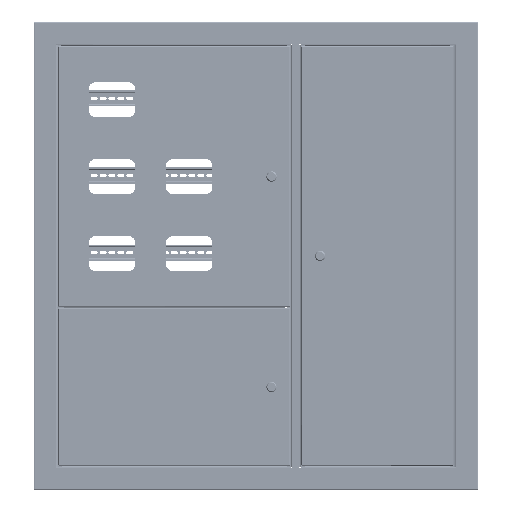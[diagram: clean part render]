
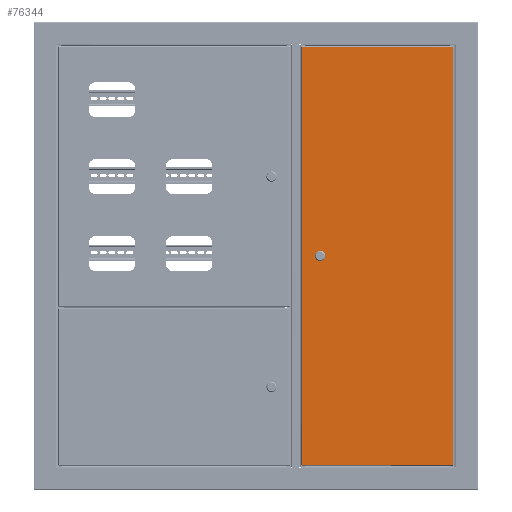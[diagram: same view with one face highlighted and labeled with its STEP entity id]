
A CAD part, top view. The second image highlights one B-rep face of the part: STEP entity #76344.
In plain terms, the highlighted planar face has unit normal (0, 0, 1).
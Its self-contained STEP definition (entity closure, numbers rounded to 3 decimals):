
#6450 = EDGE_LOOP ( 'NONE', ( #7429, #50358, #14522, #11445, #18070 ) ) ;
#7429 = ORIENTED_EDGE ( 'NONE', *, *, #20516, .F. ) ;
#9268 = EDGE_LOOP ( 'NONE', ( #48687, #34272, #12179, #31301 ) ) ;
#9994 = CARTESIAN_POINT ( 'NONE',  ( 0., 325.7, 0. ) ) ;
#10722 = DIRECTION ( 'NONE',  ( 1., 0., 0. ) ) ;
#11408 = FACE_OUTER_BOUND ( 'NONE', #9268, .T. ) ;
#11445 = ORIENTED_EDGE ( 'NONE', *, *, #31341, .F. ) ;
#11647 = DIRECTION ( 'NONE',  ( 0., 0., 1. ) ) ;
#11759 = CARTESIAN_POINT ( 'NONE',  ( 894.7, 0., 0. ) ) ;
#12179 = ORIENTED_EDGE ( 'NONE', *, *, #28458, .T. ) ;
#13306 = VERTEX_POINT ( 'NONE', #61782 ) ;
#14511 = CARTESIAN_POINT ( 'NONE',  ( 448.2, 40., 0. ) ) ;
#14522 = ORIENTED_EDGE ( 'NONE', *, *, #37120, .F. ) ;
#14966 = VECTOR ( 'NONE', #25550, 1000. ) ;
#15542 = CARTESIAN_POINT ( 'NONE',  ( 444.551, 31.5, 0. ) ) ;
#17947 = LINE ( 'NONE', #61432, #21659 ) ;
#18070 = ORIENTED_EDGE ( 'NONE', *, *, #26432, .F. ) ;
#18162 = DIRECTION ( 'NONE',  ( -1., 0., 0. ) ) ;
#18636 = PLANE ( 'NONE',  #76290 ) ;
#18812 = VECTOR ( 'NONE', #48426, 1000. ) ;
#20516 = EDGE_CURVE ( 'NONE', #53560, #45044, #67376, .T. ) ;
#20690 = CARTESIAN_POINT ( 'NONE',  ( 448.2, 40., 0. ) ) ;
#21011 = CIRCLE ( 'NONE', #82632, 9.25 ) ;
#21659 = VECTOR ( 'NONE', #48802, 1000. ) ;
#23239 = CARTESIAN_POINT ( 'NONE',  ( 451.849, 31.5, 0. ) ) ;
#24880 = LINE ( 'NONE', #30689, #43062 ) ;
#24882 = CARTESIAN_POINT ( 'NONE',  ( 451.849, 48.5, 0. ) ) ;
#25550 = DIRECTION ( 'NONE',  ( 0., -1., 0. ) ) ;
#25775 = VERTEX_POINT ( 'NONE', #45735 ) ;
#26235 = LINE ( 'NONE', #11759, #18812 ) ;
#26432 = EDGE_CURVE ( 'NONE', #45044, #60245, #50152, .T. ) ;
#27949 = DIRECTION ( 'NONE',  ( 0., 0., 1. ) ) ;
#28458 = EDGE_CURVE ( 'NONE', #94188, #25775, #24880, .T. ) ;
#29504 = VERTEX_POINT ( 'NONE', #23239 ) ;
#29814 = EDGE_CURVE ( 'NONE', #13306, #53560, #21011, .T. ) ;
#30689 = CARTESIAN_POINT ( 'NONE',  ( 894.993, 324., 0. ) ) ;
#31301 = ORIENTED_EDGE ( 'NONE', *, *, #78685, .T. ) ;
#31341 = EDGE_CURVE ( 'NONE', #60245, #29504, #38563, .T. ) ;
#33315 = VECTOR ( 'NONE', #46297, 1000. ) ;
#34029 = CARTESIAN_POINT ( 'NONE',  ( 444.551, 48.5, 0. ) ) ;
#34272 = ORIENTED_EDGE ( 'NONE', *, *, #65599, .T. ) ;
#35603 = CARTESIAN_POINT ( 'NONE',  ( 451.849, 48.5, 0. ) ) ;
#36297 = AXIS2_PLACEMENT_3D ( 'NONE', #14511, #72449, #49746 ) ;
#37120 = EDGE_CURVE ( 'NONE', #29504, #13306, #50887, .T. ) ;
#38563 = LINE ( 'NONE', #60789, #33315 ) ;
#40807 = FACE_BOUND ( 'NONE', #6450, .T. ) ;
#43062 = VECTOR ( 'NONE', #60172, 1000. ) ;
#45044 = VERTEX_POINT ( 'NONE', #34029 ) ;
#45735 = CARTESIAN_POINT ( 'NONE',  ( 1.7, 324., 0. ) ) ;
#46297 = DIRECTION ( 'NONE',  ( 1., 0., 0. ) ) ;
#46309 = CARTESIAN_POINT ( 'NONE',  ( 1.7, 1.7, 0. ) ) ;
#48426 = DIRECTION ( 'NONE',  ( 0., 1., 0. ) ) ;
#48687 = ORIENTED_EDGE ( 'NONE', *, *, #54730, .T. ) ;
#48802 = DIRECTION ( 'NONE',  ( 1., 0., 0. ) ) ;
#49746 = DIRECTION ( 'NONE',  ( 1., 0., 0. ) ) ;
#50152 = CIRCLE ( 'NONE', #36297, 9.25 ) ;
#50358 = ORIENTED_EDGE ( 'NONE', *, *, #29814, .F. ) ;
#50887 = CIRCLE ( 'NONE', #84807, 9.25 ) ;
#53560 = VERTEX_POINT ( 'NONE', #35603 ) ;
#54730 = EDGE_CURVE ( 'NONE', #64508, #76794, #17947, .T. ) ;
#60172 = DIRECTION ( 'NONE',  ( -1., 0., 0. ) ) ;
#60245 = VERTEX_POINT ( 'NONE', #15542 ) ;
#60789 = CARTESIAN_POINT ( 'NONE',  ( 451.849, 31.5, 0. ) ) ;
#61432 = CARTESIAN_POINT ( 'NONE',  ( 1.7, 1.7, 0. ) ) ;
#61782 = CARTESIAN_POINT ( 'NONE',  ( 457.45, 40., 0. ) ) ;
#62920 = CARTESIAN_POINT ( 'NONE',  ( 894.7, 1.7, 0. ) ) ;
#64508 = VERTEX_POINT ( 'NONE', #46309 ) ;
#65599 = EDGE_CURVE ( 'NONE', #76794, #94188, #26235, .T. ) ;
#67376 = LINE ( 'NONE', #24882, #73447 ) ;
#69333 = DIRECTION ( 'NONE',  ( 0., 0., -1. ) ) ;
#70984 = CARTESIAN_POINT ( 'NONE',  ( 448.2, 40., 0. ) ) ;
#72449 = DIRECTION ( 'NONE',  ( 0., 0., 1. ) ) ;
#73447 = VECTOR ( 'NONE', #82810, 1000. ) ;
#76290 = AXIS2_PLACEMENT_3D ( 'NONE', #9994, #69333, #18162 ) ;
#76344 = ADVANCED_FACE ( 'NONE', ( #40807, #11408 ), #18636, .F. ) ;
#76794 = VERTEX_POINT ( 'NONE', #62920 ) ;
#78685 = EDGE_CURVE ( 'NONE', #25775, #64508, #84917, .T. ) ;
#79110 = DIRECTION ( 'NONE',  ( 1., 0., 0. ) ) ;
#82632 = AXIS2_PLACEMENT_3D ( 'NONE', #20690, #27949, #79110 ) ;
#82810 = DIRECTION ( 'NONE',  ( -1., 0., 0. ) ) ;
#84807 = AXIS2_PLACEMENT_3D ( 'NONE', #70984, #11647, #10722 ) ;
#84917 = LINE ( 'NONE', #91672, #14966 ) ;
#85377 = CARTESIAN_POINT ( 'NONE',  ( 894.7, 324., 0. ) ) ;
#91672 = CARTESIAN_POINT ( 'NONE',  ( 1.7, 324.293, 0. ) ) ;
#94188 = VERTEX_POINT ( 'NONE', #85377 ) ;
